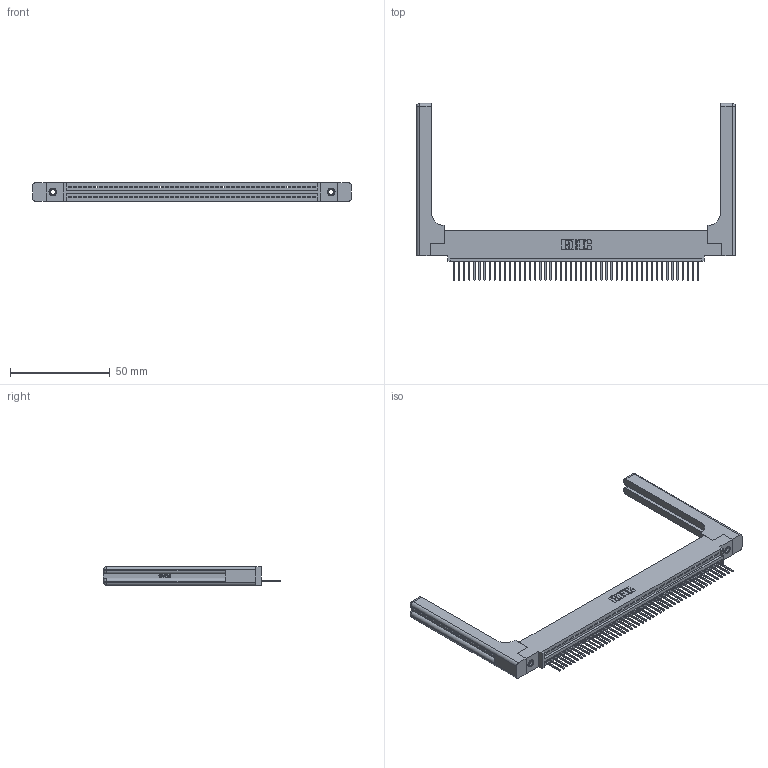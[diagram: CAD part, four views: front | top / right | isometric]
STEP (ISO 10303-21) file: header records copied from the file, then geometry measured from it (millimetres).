
FILE_DESCRIPTION (( 'STEP AP203' ), '1' );
FILE_NAME ('345-049-523-458.STEP', '2019-10-09T07:59:25', ( '' ), ( '' ), 'SwSTEP 2.0', 'SolidWorks 2016', '' );
FILE_SCHEMA (( 'CONFIG_CONTROL_DESIGN' ));
Length unit declared in the file: inch
Products named in the file (5): 345-049-523-458; 345-220-058_345-220-058; 345-292-001_345-293-123; 345-250-001_345-250-001-102; 345 Part_0.110 Offset - 0.156 Dia-TH
Assembly tree (54 placements, depth 2):
  345-049-523-458
    345 Part_0.110 Offset - 0.156 Dia-TH
    345-292-001_345-293-123  x49
    345-250-001_345-250-001-102  x2
    345-220-058_345-220-058  x2
Bounding box: 159.49 x 88.57 x 9.4 mm (x, y, z)
Volume: 23618.2 mm3; surface area: 25620.1 mm2
Topology: 54 solids, 54 shells, 3228 faces, 9643 edges, 6342 vertices
Faces by surface type: plane 2192, cylinder 976, bspline 36, cone 12, sphere 8, torus 4
Entity records: 41268 total; most frequent: CARTESIAN_POINT 8120, ORIENTED_EDGE 6900, DIRECTION 6028, EDGE_CURVE 3450, VECTOR 3030, LINE 3030, VERTEX_POINT 2290, AXIS2_PLACEMENT_3D 1499
